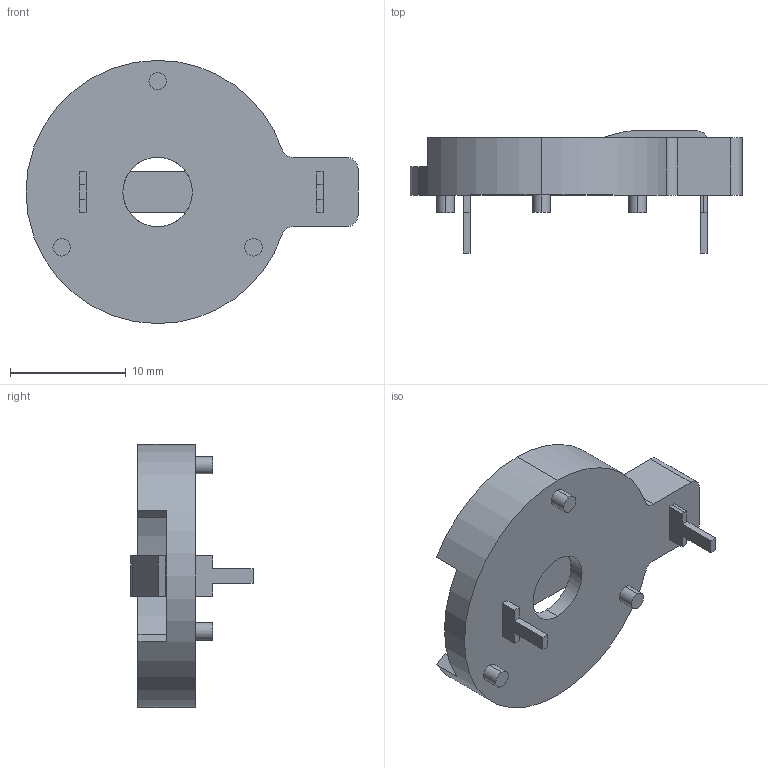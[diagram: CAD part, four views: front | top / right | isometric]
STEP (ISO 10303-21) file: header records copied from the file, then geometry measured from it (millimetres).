
FILE_DESCRIPTION (( 'STEP AP214' ), '1' );
FILE_NAME ('User Library-CR 2032 (Battery Holder)-1.STEP', '2017-03-07T09:54:04', ( 'Windows User' ), ( '' ), 'SwSTEP 2.0', 'SolidWorks 2017', '' );
FILE_SCHEMA (( 'AUTOMOTIVE_DESIGN' ));
Length unit declared in the file: millimetre
Products named in the file (1): User Library-CR 2032 (Battery Holder)-1
Bounding box: 28.7 x 10.55 x 22.75 mm (x, y, z)
Volume: 1132.5 mm3; surface area: 1696.8 mm2
Topology: 1 solids, 1 shells, 72 faces, 192 edges, 126 vertices
Faces by surface type: plane 47, cylinder 25
Entity records: 3060 total; most frequent: DIRECTION 398, CARTESIAN_POINT 391, ORIENTED_EDGE 384, EDGE_CURVE 192, AXIS2_PLACEMENT_3D 133, VECTOR 132, LINE 132, VERTEX_POINT 126
